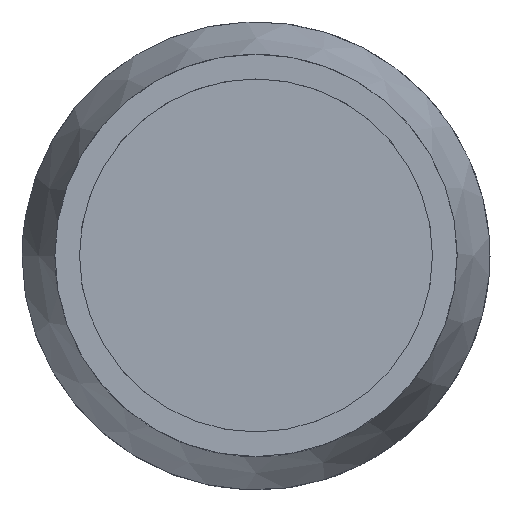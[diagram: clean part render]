
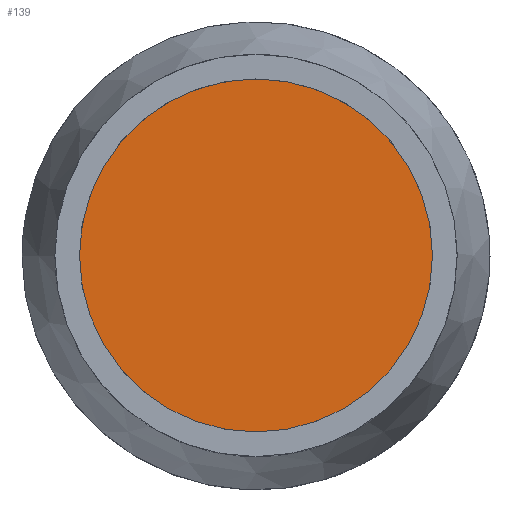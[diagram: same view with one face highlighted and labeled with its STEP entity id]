
A CAD part, top view. The second image highlights one B-rep face of the part: STEP entity #139.
In plain terms, the highlighted planar face has unit normal (0, 0, 1).
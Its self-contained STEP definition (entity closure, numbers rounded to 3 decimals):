
#139=ADVANCED_FACE('',(#227),#229,.T.);
#227=FACE_BOUND('',#228,.T.);
#228=EDGE_LOOP('',(#253));
#229=PLANE('',#230);
#230=AXIS2_PLACEMENT_3D('',#231,#232,#233);
#231=CARTESIAN_POINT('',(0.,0.,2.));
#232=DIRECTION('',(0.,0.,1.));
#233=DIRECTION('',(1.,0.,-0.));
#253=ORIENTED_EDGE('',*,*,#255,.F.);
#255=EDGE_CURVE('',#266,#266,#267,.T.);
#266=VERTEX_POINT('',#390);
#267=CIRCLE('',#391,25.5);
#390=CARTESIAN_POINT('',(-25.5,0.,2.));
#391=AXIS2_PLACEMENT_3D('',#392,#393,#394);
#392=CARTESIAN_POINT('',(0.,0.,2.));
#393=DIRECTION('',(-0.,-0.,-1.));
#394=DIRECTION('',(1.,0.,0.));
